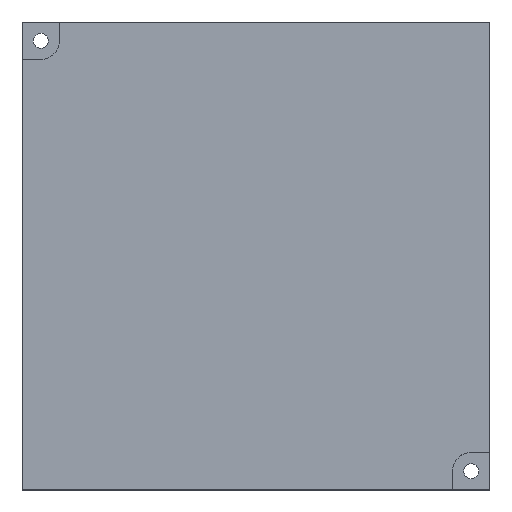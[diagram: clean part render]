
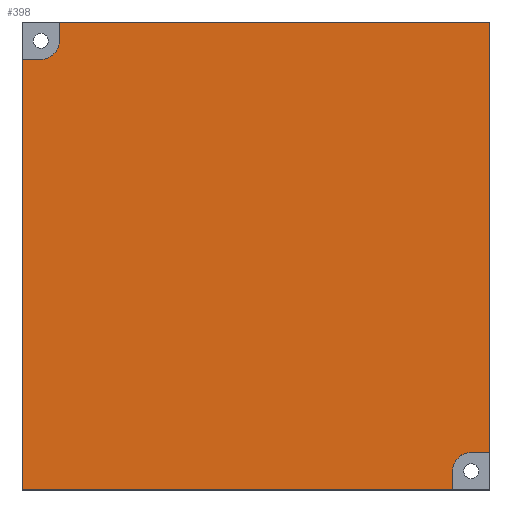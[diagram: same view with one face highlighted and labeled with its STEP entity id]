
A CAD part, top view. The second image highlights one B-rep face of the part: STEP entity #398.
In plain terms, the highlighted planar face has unit normal (0, 0, 1).
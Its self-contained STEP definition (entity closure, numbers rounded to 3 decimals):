
#60=CARTESIAN_POINT('',(4.,92.0,9.0));
#61=VERTEX_POINT('',#60);
#68=CARTESIAN_POINT('',(8.,96.,9.0));
#69=VERTEX_POINT('',#68);
#70=CARTESIAN_POINT('',(4.,96.,9.0));
#71=DIRECTION('',(0.0,0.0,1.));
#72=DIRECTION('',(0.707,-0.707,0.0));
#73=AXIS2_PLACEMENT_3D('',#70,#71,#72);
#74=CIRCLE('',#73,4.);
#75=EDGE_CURVE('',#61,#69,#74,.T.);
#92=CARTESIAN_POINT('',(8.,100.0,9.0));
#93=VERTEX_POINT('',#92);
#94=CARTESIAN_POINT('',(8.,100.0,9.0));
#95=DIRECTION('',(0.0,-1.0,0.0));
#96=VECTOR('',#95,4.);
#97=LINE('',#94,#96);
#98=EDGE_CURVE('',#93,#69,#97,.T.);
#133=CARTESIAN_POINT('',(96.,8.,9.0));
#134=VERTEX_POINT('',#133);
#141=CARTESIAN_POINT('',(92.,4.,9.0));
#142=VERTEX_POINT('',#141);
#143=CARTESIAN_POINT('',(96.,4.,9.0));
#144=DIRECTION('',(0.0,0.0,1.0));
#145=DIRECTION('',(-0.707,0.707,0.0));
#146=AXIS2_PLACEMENT_3D('',#143,#144,#145);
#147=CIRCLE('',#146,4.0);
#148=EDGE_CURVE('',#134,#142,#147,.T.);
#165=CARTESIAN_POINT('',(92.,0.,9.0));
#166=VERTEX_POINT('',#165);
#167=CARTESIAN_POINT('',(92.,0.,9.0));
#168=DIRECTION('',(0.0,1.0,0.0));
#169=VECTOR('',#168,4.);
#170=LINE('',#167,#169);
#171=EDGE_CURVE('',#166,#142,#170,.T.);
#204=CARTESIAN_POINT('',(0.,92.0,9.0));
#205=VERTEX_POINT('',#204);
#212=CARTESIAN_POINT('',(4.,92.0,9.0));
#213=DIRECTION('',(-1.0,0.0,0.0));
#214=VECTOR('',#213,4.);
#215=LINE('',#212,#214);
#216=EDGE_CURVE('',#61,#205,#215,.T.);
#271=CARTESIAN_POINT('',(100.,8.,9.0));
#272=VERTEX_POINT('',#271);
#279=CARTESIAN_POINT('',(96.,8.,9.0));
#280=DIRECTION('',(1.0,0.0,0.0));
#281=VECTOR('',#280,4.);
#282=LINE('',#279,#281);
#283=EDGE_CURVE('',#134,#272,#282,.T.);
#347=CARTESIAN_POINT('',(0.0,0.0,9.0));
#348=VERTEX_POINT('',#347);
#355=CARTESIAN_POINT('',(0.0,0.0,9.0));
#356=DIRECTION('',(0.0,1.0,0.0));
#357=VECTOR('',#356,92.0);
#358=LINE('',#355,#357);
#359=EDGE_CURVE('',#348,#205,#358,.T.);
#364=CARTESIAN_POINT('',(50.,50.0,9.0));
#365=DIRECTION('',(0.0,0.0,1.0));
#366=DIRECTION('',(1.0,0.0,0.0));
#367=AXIS2_PLACEMENT_3D('',#364,#365,#366);
#368=PLANE('',#367);
#369=ORIENTED_EDGE('',*,*,#98,.T.);
#370=ORIENTED_EDGE('',*,*,#75,.F.);
#371=ORIENTED_EDGE('',*,*,#216,.T.);
#372=ORIENTED_EDGE('',*,*,#359,.F.);
#373=CARTESIAN_POINT('',(92.,0.,9.0));
#374=DIRECTION('',(-1.0,0.0,0.0));
#375=VECTOR('',#374,92.);
#376=LINE('',#373,#375);
#377=EDGE_CURVE('',#166,#348,#376,.T.);
#378=ORIENTED_EDGE('',*,*,#377,.F.);
#379=ORIENTED_EDGE('',*,*,#171,.T.);
#380=ORIENTED_EDGE('',*,*,#148,.F.);
#381=ORIENTED_EDGE('',*,*,#283,.T.);
#382=CARTESIAN_POINT('',(100.,100.,9.0));
#383=VERTEX_POINT('',#382);
#384=CARTESIAN_POINT('',(100.,100.,9.0));
#385=DIRECTION('',(0.0,-1.0,0.0));
#386=VECTOR('',#385,92.);
#387=LINE('',#384,#386);
#388=EDGE_CURVE('',#383,#272,#387,.T.);
#389=ORIENTED_EDGE('',*,*,#388,.F.);
#390=CARTESIAN_POINT('',(8.,100.0,9.0));
#391=DIRECTION('',(1.0,0.0,0.0));
#392=VECTOR('',#391,92.0);
#393=LINE('',#390,#392);
#394=EDGE_CURVE('',#93,#383,#393,.T.);
#395=ORIENTED_EDGE('',*,*,#394,.F.);
#396=EDGE_LOOP('',(#369,#370,#371,#372,#378,#379,#380,#381,#389,#395));
#397=FACE_OUTER_BOUND('',#396,.T.);
#398=ADVANCED_FACE('',(#397),#368,.T.);
